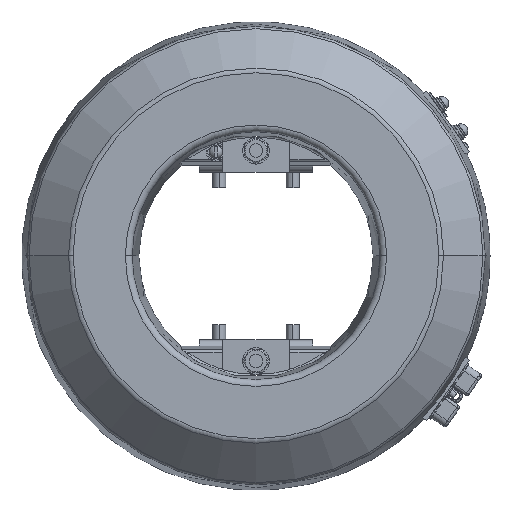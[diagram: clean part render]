
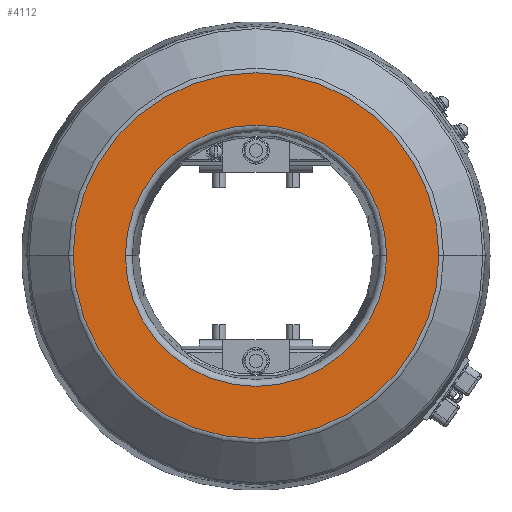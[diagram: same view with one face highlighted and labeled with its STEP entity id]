
A CAD part, top view. The second image highlights one B-rep face of the part: STEP entity #4112.
In plain terms, the highlighted planar face has unit normal (0, 0, 1).
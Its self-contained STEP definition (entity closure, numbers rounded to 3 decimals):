
#89 = EDGE_CURVE ( 'NONE', #11710, #11700, #21624, .T. ) ;
#263 = EDGE_CURVE ( 'NONE', #11725, #11726, #7523, .T. ) ;
#884 = EDGE_CURVE ( 'NONE', #11700, #11710, #7356, .T. ) ;
#888 = EDGE_CURVE ( 'NONE', #11726, #11725, #7379, .T. ) ;
#2436 = FACE_OUTER_BOUND ( 'NONE', #13119, .T. ) ;
#2437 = FACE_BOUND ( 'NONE', #13167, .T. ) ;
#3205 = DIRECTION ( 'NONE',  ( 0., 0., -1. ) ) ;
#3206 = DIRECTION ( 'NONE',  ( 1., 0., 0. ) ) ;
#3237 = CARTESIAN_POINT ( 'NONE',  ( 0., 0., 130. ) ) ;
#3814 = CARTESIAN_POINT ( 'NONE',  ( 0., 0., 130. ) ) ;
#3844 = DIRECTION ( 'NONE',  ( 1., 0., 0. ) ) ;
#3871 = DIRECTION ( 'NONE',  ( 0., 0., 1. ) ) ;
#4112 = ADVANCED_FACE ( 'NONE', ( #2436, #2437 ), #6451, .T. ) ;
#5366 = CARTESIAN_POINT ( 'NONE',  ( -97.525, 0., 130. ) ) ;
#5376 = CARTESIAN_POINT ( 'NONE',  ( -136.544, 0., 130. ) ) ;
#5381 = CARTESIAN_POINT ( 'NONE',  ( 97.525, 0., 130. ) ) ;
#5390 = CARTESIAN_POINT ( 'NONE',  ( 136.544, 0., 130. ) ) ;
#6405 = CARTESIAN_POINT ( 'NONE',  ( 0., 0., 130. ) ) ;
#6451 = PLANE ( 'NONE',  #17457 ) ;
#6469 = DIRECTION ( 'NONE',  ( 0., 0., 1. ) ) ;
#6474 = DIRECTION ( 'NONE',  ( 1., 0., 0. ) ) ;
#7356 = CIRCLE ( 'NONE', #7957, 136.544 ) ;
#7379 = CIRCLE ( 'NONE', #7984, 97.525 ) ;
#7523 = CIRCLE ( 'NONE', #8721, 97.525 ) ;
#7957 = AXIS2_PLACEMENT_3D ( 'NONE', #17876, #17864, #17865 ) ;
#7984 = AXIS2_PLACEMENT_3D ( 'NONE', #17891, #17929, #17946 ) ;
#8700 = AXIS2_PLACEMENT_3D ( 'NONE', #3814, #3871, #3844 ) ;
#8721 = AXIS2_PLACEMENT_3D ( 'NONE', #3237, #3205, #3206 ) ;
#11700 = VERTEX_POINT ( 'NONE', #5390 ) ;
#11710 = VERTEX_POINT ( 'NONE', #5376 ) ;
#11725 = VERTEX_POINT ( 'NONE', #5381 ) ;
#11726 = VERTEX_POINT ( 'NONE', #5366 ) ;
#13119 = EDGE_LOOP ( 'NONE', ( #20139, #20138 ) ) ;
#13167 = EDGE_LOOP ( 'NONE', ( #20170, #20176 ) ) ;
#17457 = AXIS2_PLACEMENT_3D ( 'NONE', #6405, #6469, #6474 ) ;
#17864 = DIRECTION ( 'NONE',  ( 0., 0., 1. ) ) ;
#17865 = DIRECTION ( 'NONE',  ( 1., 0., 0. ) ) ;
#17876 = CARTESIAN_POINT ( 'NONE',  ( 0., 0., 130. ) ) ;
#17891 = CARTESIAN_POINT ( 'NONE',  ( 0., 0., 130. ) ) ;
#17929 = DIRECTION ( 'NONE',  ( 0., 0., -1. ) ) ;
#17946 = DIRECTION ( 'NONE',  ( 1., 0., 0. ) ) ;
#20138 = ORIENTED_EDGE ( 'NONE', *, *, #89, .T. ) ;
#20139 = ORIENTED_EDGE ( 'NONE', *, *, #884, .T. ) ;
#20170 = ORIENTED_EDGE ( 'NONE', *, *, #263, .T. ) ;
#20176 = ORIENTED_EDGE ( 'NONE', *, *, #888, .T. ) ;
#21624 = CIRCLE ( 'NONE', #8700, 136.544 ) ;
